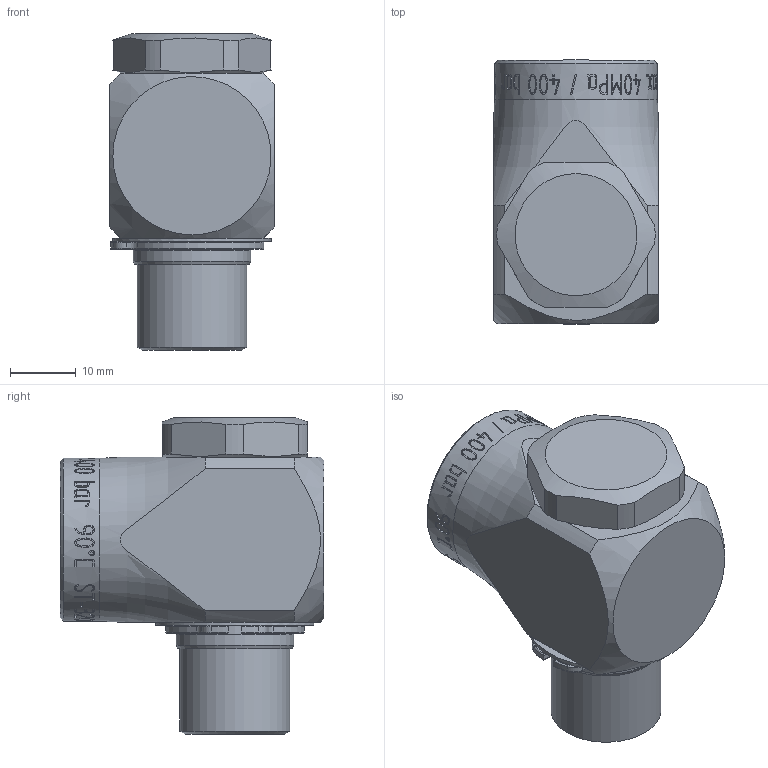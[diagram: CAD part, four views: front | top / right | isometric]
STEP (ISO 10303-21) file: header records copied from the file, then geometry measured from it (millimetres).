
FILE_DESCRIPTION(/* description */ ('Unknown'),/* implementation_level */ '2;1');
FILE_NAME(/* name */ '200320500',/* time_stamp */ '2022-07-12T07:39:00+02:00',/* author */ ('Unknown'),/* organization */ ('Unknown'),/* preprocessor_version */ 'ST-DEVELOPER v18.102',/* originating_system */ 'Solid Edge',/* authorisation */ 'Unknown');
FILE_SCHEMA (('AUTOMOTIVE_DESIGN {1 0 10303 214 3 1 1}'));
Length unit declared in the file: millimetre
Products named in the file (1): Part1
Bounding box: 25 x 40 x 48 mm (x, y, z)
Volume: 23247.1 mm3; surface area: 10427.6 mm2
Topology: 1 solids, 1 shells, 360 faces, 874 edges, 561 vertices
Faces by surface type: plane 137, cylinder 96, bspline 82, torus 29, cone 16
Full cylindrical faces by diameter (mm): 2 x2, 5 x2, 6 x1, 8 x1, 13.1 x3, 14.65 x1, 15 x3, 15.33 x1, 16.66 x1, 17 x1, 17.85 x5, 18 x3, 18.2 x1, 24 x1, 24.7 x1
Entity records: 19766 total; most frequent: CARTESIAN_POINT 10422, ORIENTED_EDGE 1556, DIRECTION 966, EDGE_CURVE 778, B_SPLINE_CURVE_WITH_KNOTS 543, VERTEX_POINT 532, FACE_BOUND 480, EDGE_LOOP 479
